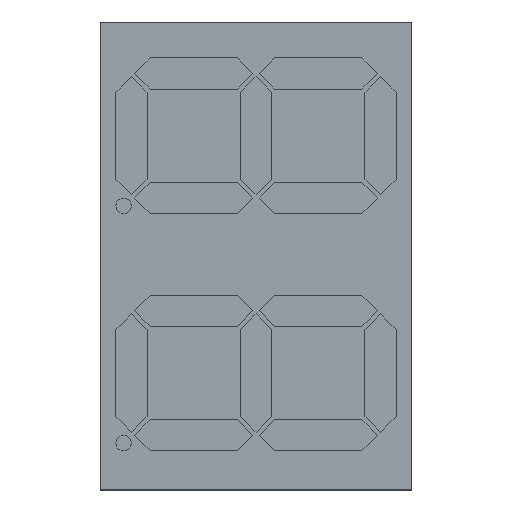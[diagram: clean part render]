
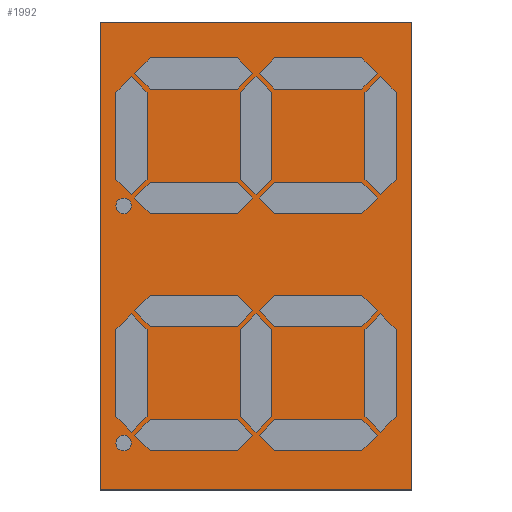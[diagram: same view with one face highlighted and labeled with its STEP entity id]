
A CAD part, top view. The second image highlights one B-rep face of the part: STEP entity #1992.
In plain terms, the highlighted planar face has unit normal (0, 0, 1).
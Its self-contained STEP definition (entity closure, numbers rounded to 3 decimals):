
#1863 = VERTEX_POINT('',#1864);
#1864 = CARTESIAN_POINT('',(0.,0.,6.1));
#1879 = VERTEX_POINT('',#1880);
#1880 = CARTESIAN_POINT('',(0.,15.02,6.1));
#1886 = EDGE_CURVE('',#1863,#1879,#1887,.T.);
#1887 = LINE('',#1888,#1889);
#1888 = CARTESIAN_POINT('',(0.,0.,6.1));
#1889 = VECTOR('',#1890,1.);
#1890 = DIRECTION('',(-0.,1.,0.));
#1903 = VERTEX_POINT('',#1904);
#1904 = CARTESIAN_POINT('',(10.,0.,6.1));
#1919 = VERTEX_POINT('',#1920);
#1920 = CARTESIAN_POINT('',(10.,15.02,6.1));
#1926 = EDGE_CURVE('',#1903,#1919,#1927,.T.);
#1927 = LINE('',#1928,#1929);
#1928 = CARTESIAN_POINT('',(10.,0.,6.1));
#1929 = VECTOR('',#1930,1.);
#1930 = DIRECTION('',(-0.,1.,0.));
#1947 = EDGE_CURVE('',#1863,#1903,#1948,.T.);
#1948 = LINE('',#1949,#1950);
#1949 = CARTESIAN_POINT('',(0.,0.,6.1));
#1950 = VECTOR('',#1951,1.);
#1951 = DIRECTION('',(1.,0.,-0.));
#1969 = EDGE_CURVE('',#1879,#1919,#1970,.T.);
#1970 = LINE('',#1971,#1972);
#1971 = CARTESIAN_POINT('',(0.,15.02,6.1));
#1972 = VECTOR('',#1973,1.);
#1973 = DIRECTION('',(1.,0.,-0.));
#1992 = ADVANCED_FACE('',(#1993),#1999,.T.);
#1993 = FACE_BOUND('',#1994,.T.);
#1994 = EDGE_LOOP('',(#1995,#1996,#1997,#1998));
#1995 = ORIENTED_EDGE('',*,*,#1886,.F.);
#1996 = ORIENTED_EDGE('',*,*,#1947,.T.);
#1997 = ORIENTED_EDGE('',*,*,#1926,.T.);
#1998 = ORIENTED_EDGE('',*,*,#1969,.F.);
#1999 = PLANE('',#2000);
#2000 = AXIS2_PLACEMENT_3D('',#2001,#2002,#2003);
#2001 = CARTESIAN_POINT('',(0.,0.,6.1));
#2002 = DIRECTION('',(0.,0.,1.));
#2003 = DIRECTION('',(1.,0.,-0.));
